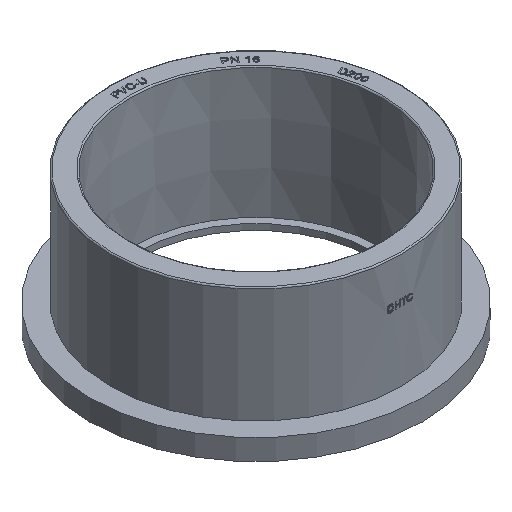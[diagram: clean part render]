
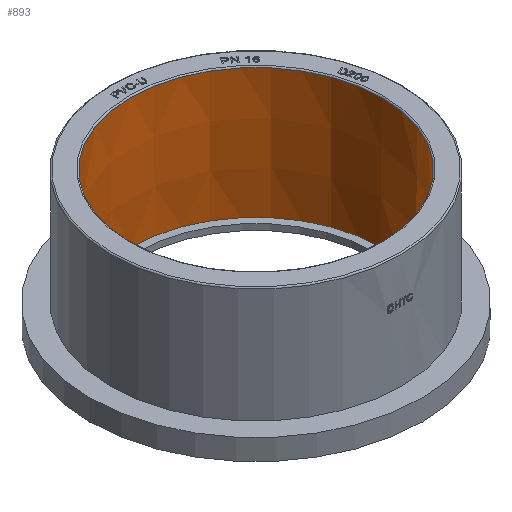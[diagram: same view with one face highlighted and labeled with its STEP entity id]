
A CAD part, isometric view. The second image highlights one B-rep face of the part: STEP entity #893.
In plain terms, the highlighted conical face has half-angle 0.385 degrees and reference radius 99.85 mm.
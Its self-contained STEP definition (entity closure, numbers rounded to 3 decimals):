
#859=CONICAL_SURFACE('',#4210,99.85,0.385);
#893=ADVANCED_FACE('',(#1314,#1315),#859,.F.);
#1237=CIRCLE('',#4207,99.85);
#1238=CIRCLE('',#4209,100.543);
#1314=FACE_BOUND('',#1403,.T.);
#1315=FACE_BOUND('',#1404,.T.);
#1403=EDGE_LOOP('',(#1821));
#1404=EDGE_LOOP('',(#1822));
#1821=ORIENTED_EDGE('',*,*,#3330,.T.);
#1822=ORIENTED_EDGE('',*,*,#3329,.T.);
#2939=VERTEX_POINT('',#6064);
#2940=VERTEX_POINT('',#6067);
#3329=EDGE_CURVE('',#2939,#2939,#1237,.T.);
#3330=EDGE_CURVE('',#2940,#2940,#1238,.T.);
#4207=AXIS2_PLACEMENT_3D('',#6063,#4459,#4460);
#4209=AXIS2_PLACEMENT_3D('',#6066,#4463,#4464);
#4210=AXIS2_PLACEMENT_3D('',#6068,#4465,#4466);
#4459=DIRECTION('',(0.,0.,-1.));
#4460=DIRECTION('',(1.,0.,0.));
#4463=DIRECTION('',(0.,0.,1.));
#4464=DIRECTION('',(-1.,0.,0.));
#4465=DIRECTION('',(0.,0.,1.));
#4466=DIRECTION('',(1.,0.,0.));
#6063=CARTESIAN_POINT('',(1889.,0.,-11.9));
#6064=CARTESIAN_POINT('',(1988.85,0.,-11.9));
#6066=CARTESIAN_POINT('',(1889.,0.,91.407));
#6067=CARTESIAN_POINT('',(1788.457,0.,91.407));
#6068=CARTESIAN_POINT('',(1889.,0.,-11.9));
